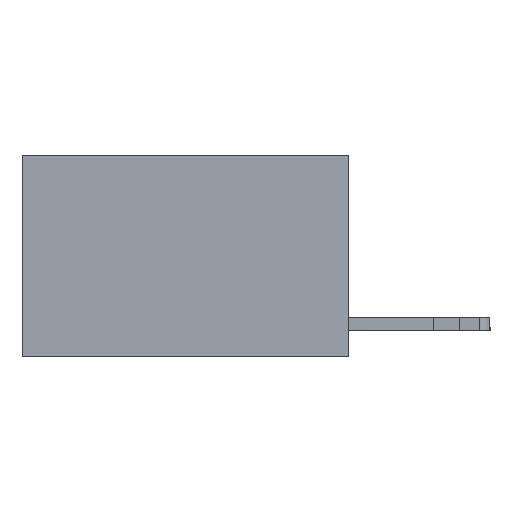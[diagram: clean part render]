
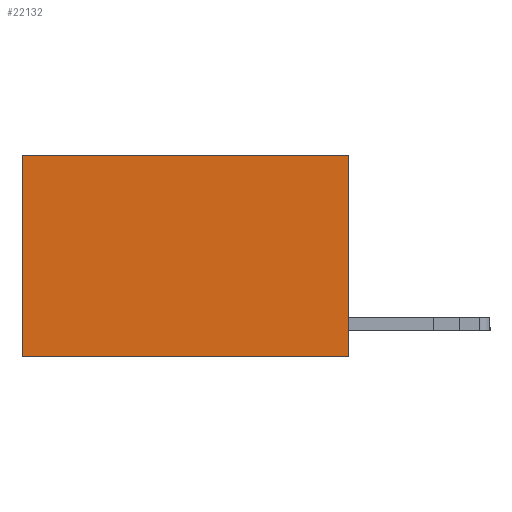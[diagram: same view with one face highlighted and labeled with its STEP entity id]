
A CAD part, left-side view. The second image highlights one B-rep face of the part: STEP entity #22132.
In plain terms, the highlighted planar face has unit normal (-1, 0, 0).
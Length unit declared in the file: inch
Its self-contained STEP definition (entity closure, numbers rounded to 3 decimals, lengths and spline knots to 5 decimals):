
#881 = AXIS2_PLACEMENT_3D ( 'NONE', #14267, #10347, #1029 ) ;
#1029 = DIRECTION ( 'NONE',  ( 0., 0., -1. ) ) ;
#1119 = EDGE_CURVE ( 'NONE', #2620, #6158, #20062, .T. ) ;
#1262 = EDGE_CURVE ( 'NONE', #17270, #2620, #9493, .T. ) ;
#1711 = LINE ( 'NONE', #5524, #15832 ) ;
#2598 = CARTESIAN_POINT ( 'NONE',  ( 0.2625, 0., 0. ) ) ;
#2620 = VERTEX_POINT ( 'NONE', #10735 ) ;
#2777 = CARTESIAN_POINT ( 'NONE',  ( 0.2625, 0.6, 0. ) ) ;
#2832 = CARTESIAN_POINT ( 'NONE',  ( 0.2625, 0., 0. ) ) ;
#4693 = DIRECTION ( 'NONE',  ( 0., 1., 0. ) ) ;
#4812 = LINE ( 'NONE', #2598, #7847 ) ;
#4967 = FACE_OUTER_BOUND ( 'NONE', #10478, .T. ) ;
#5524 = CARTESIAN_POINT ( 'NONE',  ( 0.2625, 0.6, 0. ) ) ;
#5947 = DIRECTION ( 'NONE',  ( 0., 1., 0. ) ) ;
#6158 = VERTEX_POINT ( 'NONE', #17535 ) ;
#7847 = VECTOR ( 'NONE', #4693, 39.37008 ) ;
#8097 = VECTOR ( 'NONE', #22895, 39.37008 ) ;
#9493 = LINE ( 'NONE', #20801, #8097 ) ;
#10347 = DIRECTION ( 'NONE',  ( 1., 0., 0. ) ) ;
#10478 = EDGE_LOOP ( 'NONE', ( #17555, #13836, #12668, #18465 ) ) ;
#10723 = CARTESIAN_POINT ( 'NONE',  ( 0.2625, 0., -0.37 ) ) ;
#10735 = CARTESIAN_POINT ( 'NONE',  ( 0.2625, 0., -0.37 ) ) ;
#11492 = EDGE_CURVE ( 'NONE', #18425, #6158, #1711, .T. ) ;
#12668 = ORIENTED_EDGE ( 'NONE', *, *, #1262, .F. ) ;
#13836 = ORIENTED_EDGE ( 'NONE', *, *, #1119, .F. ) ;
#14267 = CARTESIAN_POINT ( 'NONE',  ( 0.2625, 0., 0. ) ) ;
#15832 = VECTOR ( 'NONE', #22465, 39.37008 ) ;
#15845 = VECTOR ( 'NONE', #5947, 39.37008 ) ;
#17270 = VERTEX_POINT ( 'NONE', #2832 ) ;
#17535 = CARTESIAN_POINT ( 'NONE',  ( 0.2625, 0.6, -0.37 ) ) ;
#17555 = ORIENTED_EDGE ( 'NONE', *, *, #11492, .T. ) ;
#18425 = VERTEX_POINT ( 'NONE', #2777 ) ;
#18465 = ORIENTED_EDGE ( 'NONE', *, *, #20671, .T. ) ;
#20051 = PLANE ( 'NONE',  #881 ) ;
#20062 = LINE ( 'NONE', #10723, #15845 ) ;
#20671 = EDGE_CURVE ( 'NONE', #17270, #18425, #4812, .T. ) ;
#20801 = CARTESIAN_POINT ( 'NONE',  ( 0.2625, 0., 0. ) ) ;
#22132 = ADVANCED_FACE ( 'NONE', ( #4967 ), #20051, .F. ) ;
#22465 = DIRECTION ( 'NONE',  ( 0., 0., -1. ) ) ;
#22895 = DIRECTION ( 'NONE',  ( 0., 0., -1. ) ) ;
